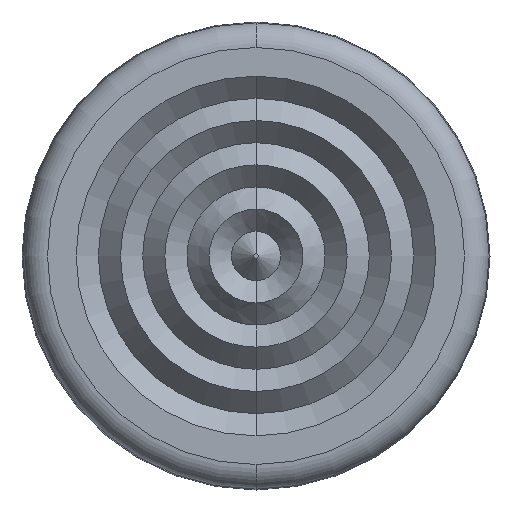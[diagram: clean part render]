
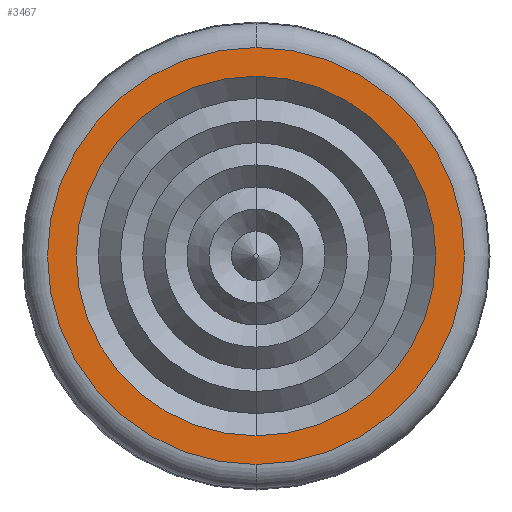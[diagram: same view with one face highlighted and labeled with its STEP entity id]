
A CAD part, front view. The second image highlights one B-rep face of the part: STEP entity #3467.
In plain terms, the highlighted planar face has unit normal (0, -1, 0).
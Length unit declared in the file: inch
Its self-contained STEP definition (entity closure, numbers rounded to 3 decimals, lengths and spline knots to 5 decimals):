
#51 = VERTEX_POINT ( 'NONE', #2550 ) ;
#104 = CARTESIAN_POINT ( 'NONE',  ( 0., -0.03, -0.08465 ) ) ;
#110 = CARTESIAN_POINT ( 'NONE',  ( 0., -0.03, 0. ) ) ;
#225 = DIRECTION ( 'NONE',  ( 0., 0., -1. ) ) ;
#227 = DIRECTION ( 'NONE',  ( 0., -1., 0. ) ) ;
#234 = CARTESIAN_POINT ( 'NONE',  ( 0., -0.03, 0. ) ) ;
#289 = EDGE_CURVE ( 'NONE', #1701, #1978, #896, .T. ) ;
#532 = CIRCLE ( 'NONE', #1240, 0.073 ) ;
#645 = EDGE_CURVE ( 'NONE', #3268, #51, #1802, .T. ) ;
#672 = DIRECTION ( 'NONE',  ( 0., 0., 1. ) ) ;
#896 = CIRCLE ( 'NONE', #1974, 0.08465 ) ;
#909 = EDGE_CURVE ( 'NONE', #1978, #1701, #2527, .T. ) ;
#963 = FACE_OUTER_BOUND ( 'NONE', #2672, .T. ) ;
#981 = CARTESIAN_POINT ( 'NONE',  ( 0., -0.03, 0. ) ) ;
#1173 = CARTESIAN_POINT ( 'NONE',  ( 0., -0.03, 0.08465 ) ) ;
#1240 = AXIS2_PLACEMENT_3D ( 'NONE', #110, #3608, #3588 ) ;
#1676 = DIRECTION ( 'NONE',  ( 0., 1., 0. ) ) ;
#1701 = VERTEX_POINT ( 'NONE', #104 ) ;
#1723 = AXIS2_PLACEMENT_3D ( 'NONE', #234, #227, #225 ) ;
#1790 = CARTESIAN_POINT ( 'NONE',  ( 0., -0.03, -0.073 ) ) ;
#1802 = CIRCLE ( 'NONE', #1896, 0.073 ) ;
#1896 = AXIS2_PLACEMENT_3D ( 'NONE', #981, #1676, #672 ) ;
#1974 = AXIS2_PLACEMENT_3D ( 'NONE', #3555, #3564, #3567 ) ;
#1978 = VERTEX_POINT ( 'NONE', #1173 ) ;
#2127 = DIRECTION ( 'NONE',  ( 0., -1., 0. ) ) ;
#2240 = EDGE_LOOP ( 'NONE', ( #2294, #2291 ) ) ;
#2253 = CARTESIAN_POINT ( 'NONE',  ( 0., -0.03, 0. ) ) ;
#2291 = ORIENTED_EDGE ( 'NONE', *, *, #3414, .T. ) ;
#2294 = ORIENTED_EDGE ( 'NONE', *, *, #645, .T. ) ;
#2453 = ORIENTED_EDGE ( 'NONE', *, *, #909, .T. ) ;
#2466 = FACE_BOUND ( 'NONE', #2240, .T. ) ;
#2503 = ORIENTED_EDGE ( 'NONE', *, *, #289, .T. ) ;
#2527 = CIRCLE ( 'NONE', #1723, 0.08465 ) ;
#2550 = CARTESIAN_POINT ( 'NONE',  ( 0., -0.03, 0.073 ) ) ;
#2672 = EDGE_LOOP ( 'NONE', ( #2503, #2453 ) ) ;
#2983 = DIRECTION ( 'NONE',  ( 0., 0., -1. ) ) ;
#3196 = PLANE ( 'NONE',  #3348 ) ;
#3268 = VERTEX_POINT ( 'NONE', #1790 ) ;
#3348 = AXIS2_PLACEMENT_3D ( 'NONE', #2253, #2127, #2983 ) ;
#3414 = EDGE_CURVE ( 'NONE', #51, #3268, #532, .T. ) ;
#3467 = ADVANCED_FACE ( 'NONE', ( #963, #2466 ), #3196, .T. ) ;
#3555 = CARTESIAN_POINT ( 'NONE',  ( 0., -0.03, 0. ) ) ;
#3564 = DIRECTION ( 'NONE',  ( 0., -1., 0. ) ) ;
#3567 = DIRECTION ( 'NONE',  ( 0., 0., -1. ) ) ;
#3588 = DIRECTION ( 'NONE',  ( 0., 0., 1. ) ) ;
#3608 = DIRECTION ( 'NONE',  ( 0., 1., 0. ) ) ;
